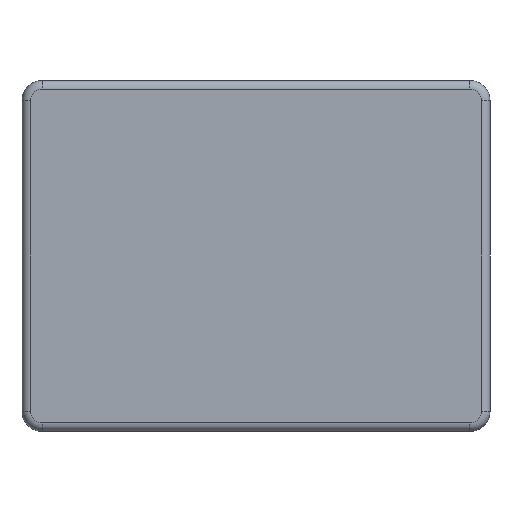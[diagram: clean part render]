
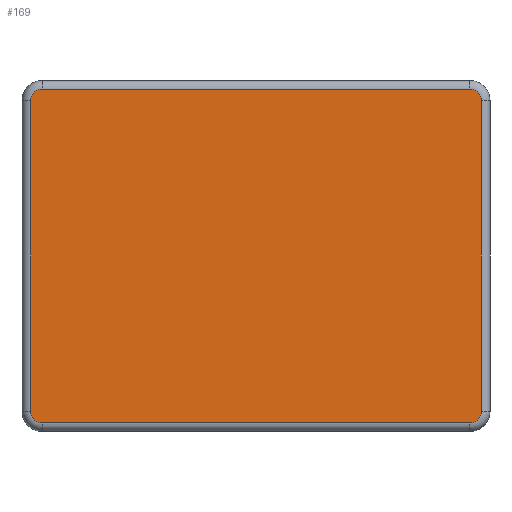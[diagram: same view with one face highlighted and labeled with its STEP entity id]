
A CAD part, front view. The second image highlights one B-rep face of the part: STEP entity #169.
In plain terms, the highlighted planar face has unit normal (0, -1, 0).
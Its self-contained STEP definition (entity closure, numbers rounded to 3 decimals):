
#169=ADVANCED_FACE('',(#362),#363,.T.);
#362=FACE_OUTER_BOUND('',#565,.T.);
#363=PLANE('',#566);
#565=EDGE_LOOP('',(#1285,#1286,#1287,#1288,#1289,#1290,#1291,#1292));
#566=AXIS2_PLACEMENT_3D('',#1293,#1294,#1295);
#1285=ORIENTED_EDGE('',*,*,#1576,.T.);
#1286=ORIENTED_EDGE('',*,*,#1579,.F.);
#1287=ORIENTED_EDGE('',*,*,#1594,.T.);
#1288=ORIENTED_EDGE('',*,*,#1595,.T.);
#1289=ORIENTED_EDGE('',*,*,#1596,.T.);
#1290=ORIENTED_EDGE('',*,*,#1597,.T.);
#1291=ORIENTED_EDGE('',*,*,#1593,.T.);
#1292=ORIENTED_EDGE('',*,*,#1598,.F.);
#1293=CARTESIAN_POINT('',(0.0,-40.5,-41.25));
#1294=DIRECTION('',(0.0,-1.0,0.0));
#1295=DIRECTION('',(1.0,0.0,0.0));
#1576=EDGE_CURVE('',#1950,#1952,#1954,.T.);
#1579=EDGE_CURVE('',#1957,#1952,#1959,.T.);
#1593=EDGE_CURVE('',#1979,#1981,#1983,.T.);
#1594=EDGE_CURVE('',#1957,#1984,#1985,.T.);
#1595=EDGE_CURVE('',#1984,#1986,#1987,.T.);
#1596=EDGE_CURVE('',#1986,#1988,#1989,.T.);
#1597=EDGE_CURVE('',#1988,#1979,#1990,.T.);
#1598=EDGE_CURVE('',#1950,#1981,#1991,.T.);
#1950=VERTEX_POINT('',#2724);
#1952=VERTEX_POINT('',#2726);
#1954=CIRCLE('',#2728,2.75);
#1957=VERTEX_POINT('',#2732);
#1959=LINE('',#2734,#2735);
#1979=VERTEX_POINT('',#2762);
#1981=VERTEX_POINT('',#2764);
#1983=CIRCLE('',#2766,2.75);
#1984=VERTEX_POINT('',#2767);
#1985=CIRCLE('',#2768,2.75);
#1986=VERTEX_POINT('',#2769);
#1987=LINE('',#2770,#2771);
#1988=VERTEX_POINT('',#2772);
#1989=CIRCLE('',#2773,2.75);
#1990=LINE('',#2774,#2775);
#1991=LINE('',#2776,#2777);
#2724=CARTESIAN_POINT('',(-50.25,-40.5,39.25));
#2726=CARTESIAN_POINT('',(-53.0,-40.5,36.5));
#2728=AXIS2_PLACEMENT_3D('',#3168,#3169,#3170);
#2732=CARTESIAN_POINT('',(-53.0,-40.5,-36.5));
#2734=CARTESIAN_POINT('',(-53.0,-40.5,-41.25));
#2735=VECTOR('',#3175,1.0);
#2762=CARTESIAN_POINT('',(53.0,-40.5,36.5));
#2764=CARTESIAN_POINT('',(50.25,-40.5,39.25));
#2766=AXIS2_PLACEMENT_3D('',#3201,#3202,#3203);
#2767=CARTESIAN_POINT('',(-50.25,-40.5,-39.25));
#2768=AXIS2_PLACEMENT_3D('',#3204,#3205,#3206);
#2769=CARTESIAN_POINT('',(50.25,-40.5,-39.25));
#2770=CARTESIAN_POINT('',(0.0,-40.5,-39.25));
#2771=VECTOR('',#3207,1.0);
#2772=CARTESIAN_POINT('',(53.0,-40.5,-36.5));
#2773=AXIS2_PLACEMENT_3D('',#3208,#3209,#3210);
#2774=CARTESIAN_POINT('',(53.0,-40.5,-41.25));
#2775=VECTOR('',#3211,1.0);
#2776=CARTESIAN_POINT('',(-27.5,-40.5,39.25));
#2777=VECTOR('',#3212,1.0);
#3168=CARTESIAN_POINT('',(-50.25,-40.5,36.5));
#3169=DIRECTION('',(0.0,-1.0,-0.0));
#3170=DIRECTION('',(-1.0,0.0,0.));
#3175=DIRECTION('',(0.0,0.0,1.0));
#3201=CARTESIAN_POINT('',(50.25,-40.5,36.5));
#3202=DIRECTION('',(0.0,-1.0,0.0));
#3203=DIRECTION('',(0.,0.0,1.0));
#3204=CARTESIAN_POINT('',(-50.25,-40.5,-36.5));
#3205=DIRECTION('',(0.0,-1.0,0.0));
#3206=DIRECTION('',(0.,0.0,-1.0));
#3207=DIRECTION('',(1.0,0.0,0.));
#3208=CARTESIAN_POINT('',(50.25,-40.5,-36.5));
#3209=DIRECTION('',(0.0,-1.0,0.0));
#3210=DIRECTION('',(1.0,0.0,0.0));
#3211=DIRECTION('',(0.0,0.0,1.0));
#3212=DIRECTION('',(1.0,0.0,0.));
